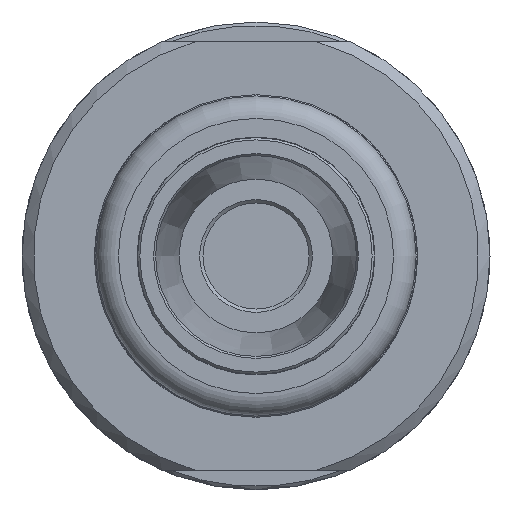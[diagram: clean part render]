
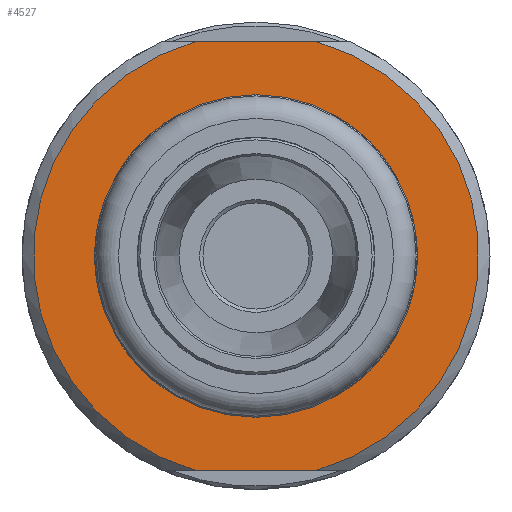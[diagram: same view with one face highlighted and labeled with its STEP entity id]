
A CAD part, left-side view. The second image highlights one B-rep face of the part: STEP entity #4527.
In plain terms, the highlighted planar face has unit normal (-1, 0, 0).
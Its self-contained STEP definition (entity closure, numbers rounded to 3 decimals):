
#421=FACE_BOUND('',#1020,.T.);
#550=PLANE('',#4917);
#741=FACE_OUTER_BOUND('',#1019,.T.);
#1019=EDGE_LOOP('',(#3717,#3718,#3719,#3720));
#1020=EDGE_LOOP('',(#3721));
#1262=CIRCLE('',#4916,19.75);
#1263=CIRCLE('',#4918,19.75);
#1264=CIRCLE('',#4919,8.);
#1569=LINE('',#7244,#1910);
#1570=LINE('',#7246,#1911);
#1910=VECTOR('',#5797,10.);
#1911=VECTOR('',#5798,10.);
#2278=VERTEX_POINT('',#7230);
#2281=VERTEX_POINT('',#7237);
#2282=VERTEX_POINT('',#7243);
#2283=VERTEX_POINT('',#7245);
#2284=VERTEX_POINT('',#7248);
#2795=EDGE_CURVE('',#2281,#2278,#1262,.T.);
#2796=EDGE_CURVE('',#2282,#2278,#1569,.T.);
#2797=EDGE_CURVE('',#2281,#2283,#1570,.T.);
#2798=EDGE_CURVE('',#2282,#2283,#1263,.T.);
#2799=EDGE_CURVE('',#2284,#2284,#1264,.T.);
#3717=ORIENTED_EDGE('',*,*,#2796,.T.);
#3718=ORIENTED_EDGE('',*,*,#2795,.F.);
#3719=ORIENTED_EDGE('',*,*,#2797,.T.);
#3720=ORIENTED_EDGE('',*,*,#2798,.F.);
#3721=ORIENTED_EDGE('',*,*,#2799,.T.);
#4527=ADVANCED_FACE('',(#741,#421),#550,.T.);
#4916=AXIS2_PLACEMENT_3D('',#7241,#5793,#5794);
#4917=AXIS2_PLACEMENT_3D('',#7242,#5795,#5796);
#4918=AXIS2_PLACEMENT_3D('',#7247,#5799,#5800);
#4919=AXIS2_PLACEMENT_3D('',#7249,#5801,#5802);
#5793=DIRECTION('center_axis',(1.,0.,0.));
#5794=DIRECTION('ref_axis',(0.,1.,0.));
#5795=DIRECTION('center_axis',(-1.,0.,0.));
#5796=DIRECTION('ref_axis',(0.,0.,
1.));
#5797=DIRECTION('',(0.,-1.,0.));
#5798=DIRECTION('',(0.,1.,0.));
#5799=DIRECTION('center_axis',(1.,0.,0.));
#5800=DIRECTION('ref_axis',(0.,1.,0.));
#5801=DIRECTION('center_axis',(1.,0.,0.));
#5802=DIRECTION('ref_axis',(0.,1.,0.));
#7230=CARTESIAN_POINT('',(-85.,-5.391,-19.));
#7237=CARTESIAN_POINT('',(-85.,-5.391,19.));
#7241=CARTESIAN_POINT('Origin',(-85.,0.,
0.));
#7242=CARTESIAN_POINT('Origin',(-85.,13.875,0.));
#7243=CARTESIAN_POINT('',(-85.,5.391,-19.));
#7244=CARTESIAN_POINT('',(-85.,1.392,-19.));
#7245=CARTESIAN_POINT('',(-85.,5.391,19.));
#7246=CARTESIAN_POINT('',(-85.,12.483,19.));
#7247=CARTESIAN_POINT('Origin',(-85.,0.,
0.));
#7248=CARTESIAN_POINT('',(-85.,-8.,0.));
#7249=CARTESIAN_POINT('Origin',(-85.,0.,
0.));
